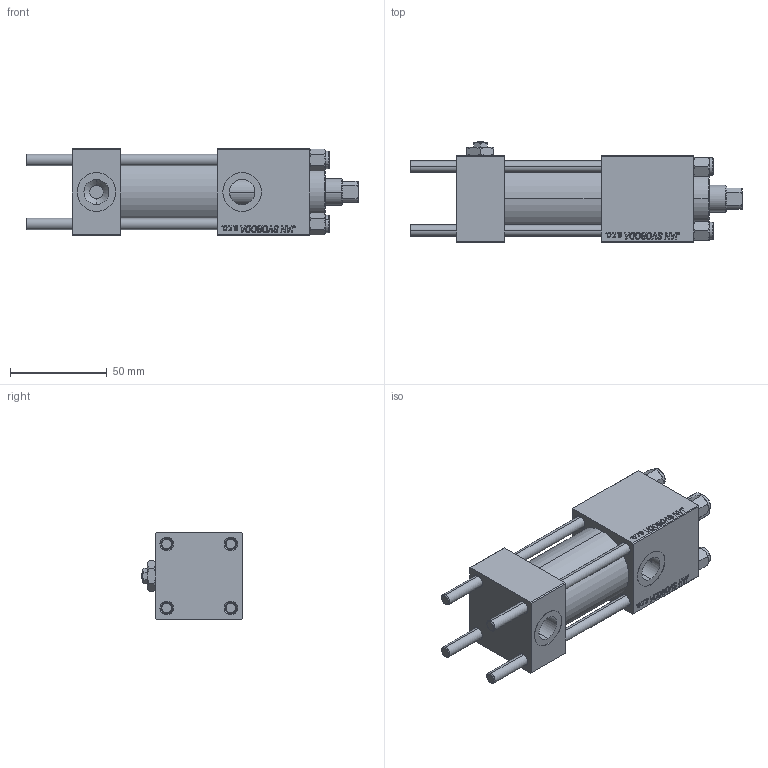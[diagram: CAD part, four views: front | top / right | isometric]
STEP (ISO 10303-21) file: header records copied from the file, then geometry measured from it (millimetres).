
FILE_DESCRIPTION (( 'STEP AP203' ), '1' );
FILE_NAME ('a7f5.STEP', '2024-10-18T14:30:55', ( '' ), ( '' ), 'SwSTEP 2.0', 'SolidWorks 2019', '' );
FILE_SCHEMA (( 'CONFIG_CONTROL_DESIGN' ));
Length unit declared in the file: millimetre
Products named in the file (7): V215_VC_A 3370149cd1e92d8eed56a159db0e65ae; CR025_012_A_0_G_A_G_M_020_+#_##_TYCINKA 3370149cd1e92d8eed56a159db0e65ae; a7f5; Zatka_pro_OIL_PORT 3370149cd1e92d8eed56a159db0e65ae; V215CR_BODY_A 3370149cd1e92d8eed56a159db0e65ae; NUT_M5 3370149cd1e92d8eed56a159db0e65ae; V215CR_VCP 3370149cd1e92d8eed56a159db0e65ae
Assembly tree (12 placements, depth 2):
  a7f5
    V215CR_BODY_A 3370149cd1e92d8eed56a159db0e65ae
    CR025_012_A_0_G_A_G_M_020_+#_##_TYCINKA 3370149cd1e92d8eed56a159db0e65ae  x4
    NUT_M5 3370149cd1e92d8eed56a159db0e65ae  x4
    V215CR_VCP 3370149cd1e92d8eed56a159db0e65ae
    V215_VC_A 3370149cd1e92d8eed56a159db0e65ae
    Zatka_pro_OIL_PORT 3370149cd1e92d8eed56a159db0e65ae
Bounding box: 172 x 52 x 45 mm (x, y, z)
Volume: 197091.1 mm3; surface area: 73955.3 mm2
Topology: 12 solids, 12 shells, 1184 faces, 2968 edges, 1917 vertices
Faces by surface type: plane 540, bspline 392, cone 158, cylinder 86, torus 8
Entity records: 51533 total; most frequent: CARTESIAN_POINT 27519, ORIENTED_EDGE 5428, DIRECTION 3442, EDGE_CURVE 2714, VERTEX_POINT 1773, LINE 1626, VECTOR 1626, EDGE_LOOP 1195
